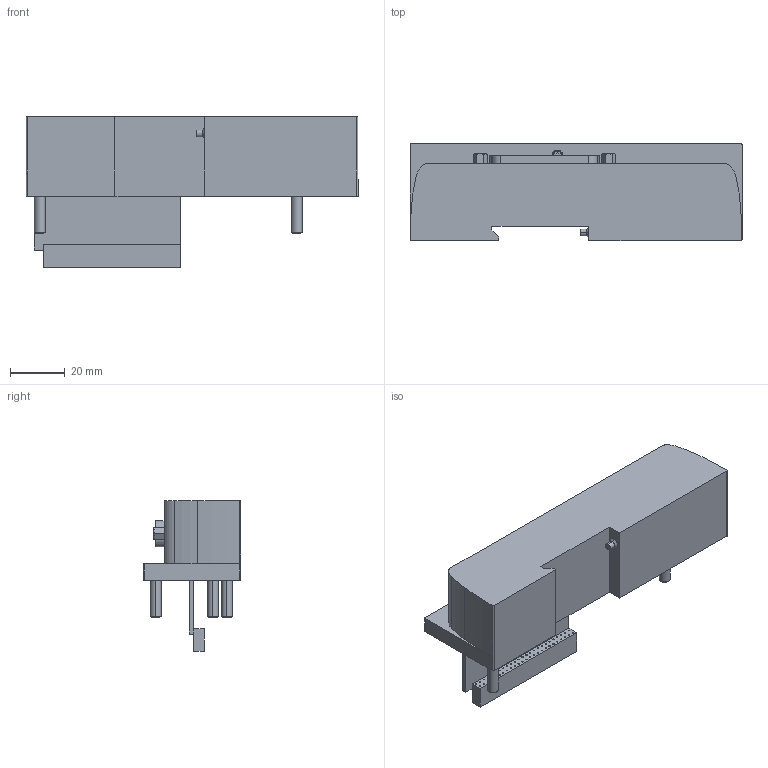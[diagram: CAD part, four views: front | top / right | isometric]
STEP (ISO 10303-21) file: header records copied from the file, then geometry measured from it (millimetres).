
FILE_DESCRIPTION (( 'STEP AP203' ), '1' );
FILE_NAME ('PAL-E25.step', '2020-10-29T13:48:55', ( '' ), ( '' ), 'SwSTEP 2.0', 'SolidWorks 2019', '' );
FILE_SCHEMA (( 'CONFIG_CONTROL_DESIGN' ));
Length unit declared in the file: inch
Products named in the file (1): PAL-E25
Bounding box: 121.6 x 35.7 x 55.3 mm (x, y, z)
Volume: 58560.5 mm3; surface area: 36296.8 mm2
Topology: 1 solids, 1 shells, 392 faces, 976 edges, 631 vertices
Faces by surface type: cylinder 208, plane 124, cone 60
Entity records: 12209 total; most frequent: CARTESIAN_POINT 2238, DIRECTION 2188, ORIENTED_EDGE 1944, EDGE_CURVE 972, AXIS2_PLACEMENT_3D 873, VERTEX_POINT 631, EDGE_LOOP 541, CIRCLE 480
